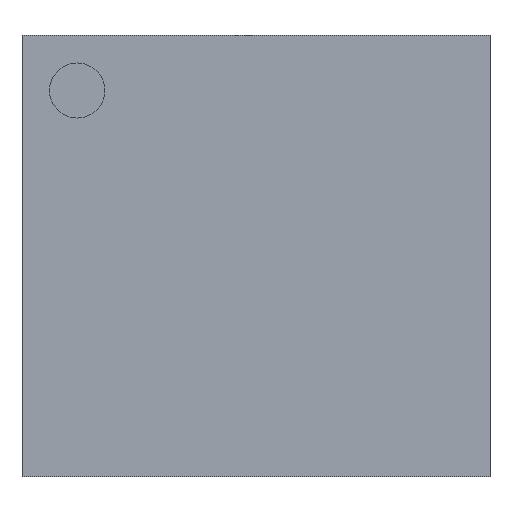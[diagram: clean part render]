
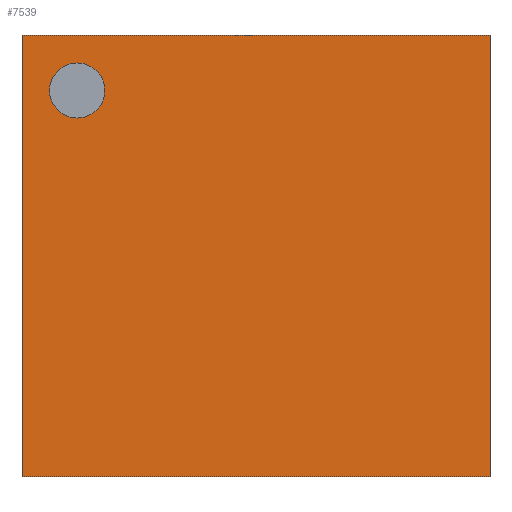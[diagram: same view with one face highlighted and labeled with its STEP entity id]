
A CAD part, top view. The second image highlights one B-rep face of the part: STEP entity #7539.
In plain terms, the highlighted planar face has unit normal (0, 0, 1).
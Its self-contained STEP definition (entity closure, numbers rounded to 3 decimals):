
#7350 = VERTEX_POINT('',#7351);
#7351 = CARTESIAN_POINT('',(-3.5,-3.3,1.));
#7358 = PLANE('',#7359);
#7359 = AXIS2_PLACEMENT_3D('',#7360,#7361,#7362);
#7360 = CARTESIAN_POINT('',(-3.5,-3.3,0.25));
#7361 = DIRECTION('',(1.,0.,0.));
#7362 = DIRECTION('',(0.,0.,1.));
#7370 = PLANE('',#7371);
#7371 = AXIS2_PLACEMENT_3D('',#7372,#7373,#7374);
#7372 = CARTESIAN_POINT('',(-3.5,-3.3,0.25));
#7373 = DIRECTION('',(0.,1.,0.));
#7374 = DIRECTION('',(0.,0.,1.));
#7411 = VERTEX_POINT('',#7412);
#7412 = CARTESIAN_POINT('',(-3.5,3.3,1.));
#7426 = PLANE('',#7427);
#7427 = AXIS2_PLACEMENT_3D('',#7428,#7429,#7430);
#7428 = CARTESIAN_POINT('',(-3.5,3.3,0.25));
#7429 = DIRECTION('',(0.,1.,0.));
#7430 = DIRECTION('',(0.,0.,1.));
#7438 = EDGE_CURVE('',#7350,#7411,#7439,.T.);
#7439 = SURFACE_CURVE('',#7440,(#7444,#7451),.PCURVE_S1.);
#7440 = LINE('',#7441,#7442);
#7441 = CARTESIAN_POINT('',(-3.5,-3.3,1.));
#7442 = VECTOR('',#7443,1.);
#7443 = DIRECTION('',(0.,1.,0.));
#7444 = PCURVE('',#7358,#7445);
#7445 = DEFINITIONAL_REPRESENTATION('',(#7446),#7450);
#7446 = LINE('',#7447,#7448);
#7447 = CARTESIAN_POINT('',(0.75,0.));
#7448 = VECTOR('',#7449,1.);
#7449 = DIRECTION('',(0.,-1.));
#7450 = ( GEOMETRIC_REPRESENTATION_CONTEXT(2) 
PARAMETRIC_REPRESENTATION_CONTEXT() REPRESENTATION_CONTEXT('2D SPACE',''
  ) );
#7451 = PCURVE('',#7452,#7457);
#7452 = PLANE('',#7453);
#7453 = AXIS2_PLACEMENT_3D('',#7454,#7455,#7456);
#7454 = CARTESIAN_POINT('',(-3.5,-3.3,1.));
#7455 = DIRECTION('',(0.,0.,1.));
#7456 = DIRECTION('',(1.,0.,0.));
#7457 = DEFINITIONAL_REPRESENTATION('',(#7458),#7462);
#7458 = LINE('',#7459,#7460);
#7459 = CARTESIAN_POINT('',(0.,0.));
#7460 = VECTOR('',#7461,1.);
#7461 = DIRECTION('',(0.,1.));
#7462 = ( GEOMETRIC_REPRESENTATION_CONTEXT(2) 
PARAMETRIC_REPRESENTATION_CONTEXT() REPRESENTATION_CONTEXT('2D SPACE',''
  ) );
#7491 = EDGE_CURVE('',#7350,#7492,#7494,.T.);
#7492 = VERTEX_POINT('',#7493);
#7493 = CARTESIAN_POINT('',(3.5,-3.3,1.));
#7494 = SURFACE_CURVE('',#7495,(#7499,#7506),.PCURVE_S1.);
#7495 = LINE('',#7496,#7497);
#7496 = CARTESIAN_POINT('',(-3.5,-3.3,1.));
#7497 = VECTOR('',#7498,1.);
#7498 = DIRECTION('',(1.,0.,0.));
#7499 = PCURVE('',#7370,#7500);
#7500 = DEFINITIONAL_REPRESENTATION('',(#7501),#7505);
#7501 = LINE('',#7502,#7503);
#7502 = CARTESIAN_POINT('',(0.75,0.));
#7503 = VECTOR('',#7504,1.);
#7504 = DIRECTION('',(0.,1.));
#7505 = ( GEOMETRIC_REPRESENTATION_CONTEXT(2) 
PARAMETRIC_REPRESENTATION_CONTEXT() REPRESENTATION_CONTEXT('2D SPACE',''
  ) );
#7506 = PCURVE('',#7452,#7507);
#7507 = DEFINITIONAL_REPRESENTATION('',(#7508),#7512);
#7508 = LINE('',#7509,#7510);
#7509 = CARTESIAN_POINT('',(0.,0.));
#7510 = VECTOR('',#7511,1.);
#7511 = DIRECTION('',(1.,0.));
#7512 = ( GEOMETRIC_REPRESENTATION_CONTEXT(2) 
PARAMETRIC_REPRESENTATION_CONTEXT() REPRESENTATION_CONTEXT('2D SPACE',''
  ) );
#7528 = PLANE('',#7529);
#7529 = AXIS2_PLACEMENT_3D('',#7530,#7531,#7532);
#7530 = CARTESIAN_POINT('',(3.5,-3.3,0.25));
#7531 = DIRECTION('',(1.,0.,0.));
#7532 = DIRECTION('',(0.,0.,1.));
#7539 = ADVANCED_FACE('',(#7540,#7588),#7452,.T.);
#7540 = FACE_BOUND('',#7541,.T.);
#7541 = EDGE_LOOP('',(#7542,#7543,#7544,#7567));
#7542 = ORIENTED_EDGE('',*,*,#7438,.F.);
#7543 = ORIENTED_EDGE('',*,*,#7491,.T.);
#7544 = ORIENTED_EDGE('',*,*,#7545,.T.);
#7545 = EDGE_CURVE('',#7492,#7546,#7548,.T.);
#7546 = VERTEX_POINT('',#7547);
#7547 = CARTESIAN_POINT('',(3.5,3.3,1.));
#7548 = SURFACE_CURVE('',#7549,(#7553,#7560),.PCURVE_S1.);
#7549 = LINE('',#7550,#7551);
#7550 = CARTESIAN_POINT('',(3.5,-3.3,1.));
#7551 = VECTOR('',#7552,1.);
#7552 = DIRECTION('',(0.,1.,0.));
#7553 = PCURVE('',#7452,#7554);
#7554 = DEFINITIONAL_REPRESENTATION('',(#7555),#7559);
#7555 = LINE('',#7556,#7557);
#7556 = CARTESIAN_POINT('',(7.,0.));
#7557 = VECTOR('',#7558,1.);
#7558 = DIRECTION('',(0.,1.));
#7559 = ( GEOMETRIC_REPRESENTATION_CONTEXT(2) 
PARAMETRIC_REPRESENTATION_CONTEXT() REPRESENTATION_CONTEXT('2D SPACE',''
  ) );
#7560 = PCURVE('',#7528,#7561);
#7561 = DEFINITIONAL_REPRESENTATION('',(#7562),#7566);
#7562 = LINE('',#7563,#7564);
#7563 = CARTESIAN_POINT('',(0.75,0.));
#7564 = VECTOR('',#7565,1.);
#7565 = DIRECTION('',(0.,-1.));
#7566 = ( GEOMETRIC_REPRESENTATION_CONTEXT(2) 
PARAMETRIC_REPRESENTATION_CONTEXT() REPRESENTATION_CONTEXT('2D SPACE',''
  ) );
#7567 = ORIENTED_EDGE('',*,*,#7568,.F.);
#7568 = EDGE_CURVE('',#7411,#7546,#7569,.T.);
#7569 = SURFACE_CURVE('',#7570,(#7574,#7581),.PCURVE_S1.);
#7570 = LINE('',#7571,#7572);
#7571 = CARTESIAN_POINT('',(-3.5,3.3,1.));
#7572 = VECTOR('',#7573,1.);
#7573 = DIRECTION('',(1.,0.,0.));
#7574 = PCURVE('',#7452,#7575);
#7575 = DEFINITIONAL_REPRESENTATION('',(#7576),#7580);
#7576 = LINE('',#7577,#7578);
#7577 = CARTESIAN_POINT('',(0.,6.6));
#7578 = VECTOR('',#7579,1.);
#7579 = DIRECTION('',(1.,0.));
#7580 = ( GEOMETRIC_REPRESENTATION_CONTEXT(2) 
PARAMETRIC_REPRESENTATION_CONTEXT() REPRESENTATION_CONTEXT('2D SPACE',''
  ) );
#7581 = PCURVE('',#7426,#7582);
#7582 = DEFINITIONAL_REPRESENTATION('',(#7583),#7587);
#7583 = LINE('',#7584,#7585);
#7584 = CARTESIAN_POINT('',(0.75,0.));
#7585 = VECTOR('',#7586,1.);
#7586 = DIRECTION('',(0.,1.));
#7587 = ( GEOMETRIC_REPRESENTATION_CONTEXT(2) 
PARAMETRIC_REPRESENTATION_CONTEXT() REPRESENTATION_CONTEXT('2D SPACE',''
  ) );
#7588 = FACE_BOUND('',#7589,.T.);
#7589 = EDGE_LOOP('',(#7590));
#7590 = ORIENTED_EDGE('',*,*,#7591,.F.);
#7591 = EDGE_CURVE('',#7592,#7592,#7594,.T.);
#7592 = VERTEX_POINT('',#7593);
#7593 = CARTESIAN_POINT('',(-2.263,2.475,1.));
#7594 = SURFACE_CURVE('',#7595,(#7600,#7607),.PCURVE_S1.);
#7595 = CIRCLE('',#7596,0.413);
#7596 = AXIS2_PLACEMENT_3D('',#7597,#7598,#7599);
#7597 = CARTESIAN_POINT('',(-2.675,2.475,1.));
#7598 = DIRECTION('',(0.,0.,1.));
#7599 = DIRECTION('',(1.,0.,0.));
#7600 = PCURVE('',#7452,#7601);
#7601 = DEFINITIONAL_REPRESENTATION('',(#7602),#7606);
#7602 = CIRCLE('',#7603,0.413);
#7603 = AXIS2_PLACEMENT_2D('',#7604,#7605);
#7604 = CARTESIAN_POINT('',(0.825,5.775));
#7605 = DIRECTION('',(1.,0.));
#7606 = ( GEOMETRIC_REPRESENTATION_CONTEXT(2) 
PARAMETRIC_REPRESENTATION_CONTEXT() REPRESENTATION_CONTEXT('2D SPACE',''
  ) );
#7607 = PCURVE('',#7608,#7613);
#7608 = CYLINDRICAL_SURFACE('',#7609,0.413);
#7609 = AXIS2_PLACEMENT_3D('',#7610,#7611,#7612);
#7610 = CARTESIAN_POINT('',(-2.675,2.475,0.9));
#7611 = DIRECTION('',(0.,0.,1.));
#7612 = DIRECTION('',(1.,0.,0.));
#7613 = DEFINITIONAL_REPRESENTATION('',(#7614),#7618);
#7614 = LINE('',#7615,#7616);
#7615 = CARTESIAN_POINT('',(0.,0.1));
#7616 = VECTOR('',#7617,1.);
#7617 = DIRECTION('',(1.,0.));
#7618 = ( GEOMETRIC_REPRESENTATION_CONTEXT(2) 
PARAMETRIC_REPRESENTATION_CONTEXT() REPRESENTATION_CONTEXT('2D SPACE',''
  ) );
